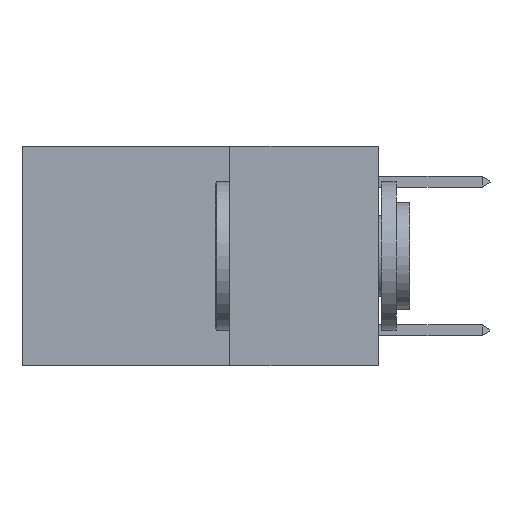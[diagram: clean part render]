
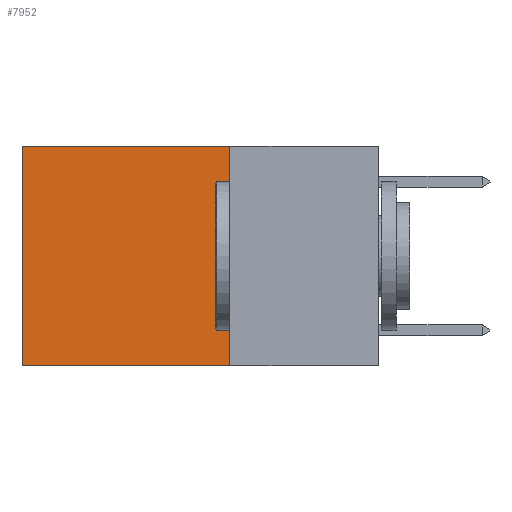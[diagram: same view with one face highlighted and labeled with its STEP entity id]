
A CAD part, left-side view. The second image highlights one B-rep face of the part: STEP entity #7952.
In plain terms, the highlighted planar face has unit normal (-1, 0, 0).
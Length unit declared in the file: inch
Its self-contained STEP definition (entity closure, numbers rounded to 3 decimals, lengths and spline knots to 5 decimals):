
#362 = CARTESIAN_POINT ( 'NONE',  ( 0.2625, 0.6, 0. ) ) ;
#653 = EDGE_LOOP ( 'NONE', ( #10429, #16698, #6761, #14580 ) ) ;
#657 = CARTESIAN_POINT ( 'NONE',  ( 0.2625, 0.25, 0. ) ) ;
#741 = VECTOR ( 'NONE', #9995, 39.37008 ) ;
#906 = LINE ( 'NONE', #12241, #8408 ) ;
#1348 = EDGE_CURVE ( 'NONE', #3792, #1913, #7332, .T. ) ;
#1547 = EDGE_CURVE ( 'NONE', #1913, #12380, #906, .T. ) ;
#1913 = VERTEX_POINT ( 'NONE', #14281 ) ;
#3035 = DIRECTION ( 'NONE',  ( 1., 0., 0. ) ) ;
#3143 = LINE ( 'NONE', #362, #16612 ) ;
#3262 = DIRECTION ( 'NONE',  ( 0., 0., -1. ) ) ;
#3428 = CARTESIAN_POINT ( 'NONE',  ( 0.2625, 0.25, 0. ) ) ;
#3578 = CARTESIAN_POINT ( 'NONE',  ( 0.2625, 0.25, 0. ) ) ;
#3792 = VERTEX_POINT ( 'NONE', #3578 ) ;
#4174 = DIRECTION ( 'NONE',  ( 0., 1., 0. ) ) ;
#4742 = EDGE_CURVE ( 'NONE', #3792, #5767, #10565, .T. ) ;
#5617 = DIRECTION ( 'NONE',  ( 0., 0., -1. ) ) ;
#5767 = VERTEX_POINT ( 'NONE', #9255 ) ;
#6761 = ORIENTED_EDGE ( 'NONE', *, *, #1348, .F. ) ;
#7248 = FACE_OUTER_BOUND ( 'NONE', #653, .T. ) ;
#7332 = LINE ( 'NONE', #3428, #14112 ) ;
#7952 = ADVANCED_FACE ( 'NONE', ( #7248 ), #15071, .F. ) ;
#8408 = VECTOR ( 'NONE', #4174, 39.37008 ) ;
#9255 = CARTESIAN_POINT ( 'NONE',  ( 0.2625, 0.6, 0. ) ) ;
#9995 = DIRECTION ( 'NONE',  ( 0., 1., 0. ) ) ;
#10429 = ORIENTED_EDGE ( 'NONE', *, *, #14828, .T. ) ;
#10565 = LINE ( 'NONE', #657, #741 ) ;
#10699 = CARTESIAN_POINT ( 'NONE',  ( 0.2625, 0.6, -0.37 ) ) ;
#11083 = CARTESIAN_POINT ( 'NONE',  ( 0.2625, 0.25, 0. ) ) ;
#12241 = CARTESIAN_POINT ( 'NONE',  ( 0.2625, 0.25, -0.37 ) ) ;
#12380 = VERTEX_POINT ( 'NONE', #10699 ) ;
#12417 = DIRECTION ( 'NONE',  ( 0., 0., -1. ) ) ;
#14112 = VECTOR ( 'NONE', #3262, 39.37008 ) ;
#14281 = CARTESIAN_POINT ( 'NONE',  ( 0.2625, 0.25, -0.37 ) ) ;
#14580 = ORIENTED_EDGE ( 'NONE', *, *, #4742, .T. ) ;
#14828 = EDGE_CURVE ( 'NONE', #5767, #12380, #3143, .T. ) ;
#15071 = PLANE ( 'NONE',  #16404 ) ;
#16404 = AXIS2_PLACEMENT_3D ( 'NONE', #11083, #3035, #12417 ) ;
#16612 = VECTOR ( 'NONE', #5617, 39.37008 ) ;
#16698 = ORIENTED_EDGE ( 'NONE', *, *, #1547, .F. ) ;
